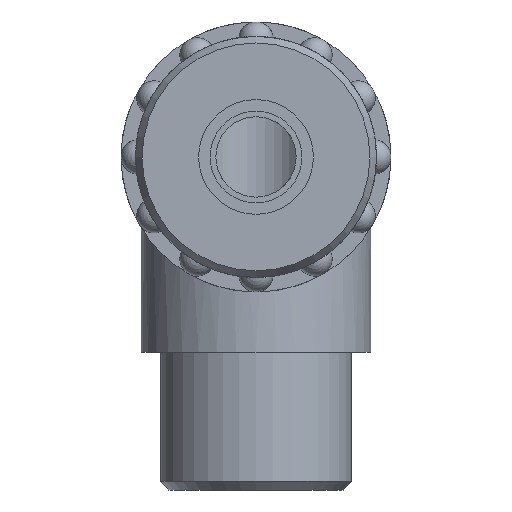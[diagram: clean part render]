
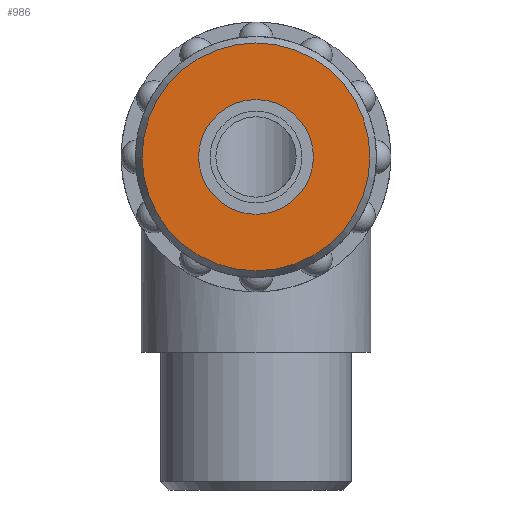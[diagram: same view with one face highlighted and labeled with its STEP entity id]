
A CAD part, left-side view. The second image highlights one B-rep face of the part: STEP entity #986.
In plain terms, the highlighted planar face has unit normal (-1, 0, 0).
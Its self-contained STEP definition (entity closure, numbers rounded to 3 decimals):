
#95=PLANE('',#1157);
#107=FACE_BOUND('',#251,.T.);
#174=FACE_OUTER_BOUND('',#250,.T.);
#250=EDGE_LOOP('',(#847));
#251=EDGE_LOOP('',(#848));
#303=CIRCLE('',#1032,5.);
#378=CIRCLE('',#1158,9.923);
#393=VERTEX_POINT('',#1585);
#469=VERTEX_POINT('',#2099);
#485=EDGE_CURVE('',#393,#393,#303,.T.);
#608=EDGE_CURVE('',#469,#469,#378,.T.);
#847=ORIENTED_EDGE('',*,*,#608,.F.);
#848=ORIENTED_EDGE('',*,*,#485,.T.);
#986=ADVANCED_FACE('',(#174,#107),#95,.T.);
#1032=AXIS2_PLACEMENT_3D('',#1586,#1208,#1209);
#1157=AXIS2_PLACEMENT_3D('',#2098,#1482,#1483);
#1158=AXIS2_PLACEMENT_3D('',#2100,#1484,#1485);
#1208=DIRECTION('center_axis',(1.,0.,0.));
#1209=DIRECTION('ref_axis',(0.,-1.,0.));
#1482=DIRECTION('center_axis',(-1.,0.,0.));
#1483=DIRECTION('ref_axis',(0.,0.,1.));
#1484=DIRECTION('center_axis',(1.,0.,0.));
#1485=DIRECTION('ref_axis',(0.,-1.,0.));
#1585=CARTESIAN_POINT('',(-36.,-5.,0.));
#1586=CARTESIAN_POINT('Origin',(-36.,0.,0.));
#2098=CARTESIAN_POINT('Origin',(-36.,-4.961,0.));
#2099=CARTESIAN_POINT('',(-36.,-9.923,0.));
#2100=CARTESIAN_POINT('Origin',(-36.,0.,0.));
